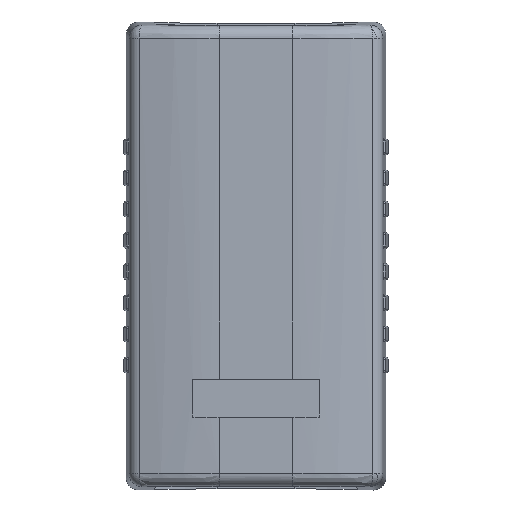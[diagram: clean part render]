
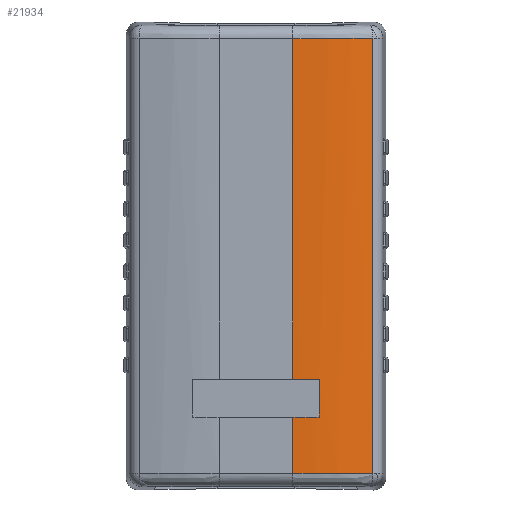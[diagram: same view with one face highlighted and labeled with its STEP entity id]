
A CAD part, top view. The second image highlights one B-rep face of the part: STEP entity #21934.
In plain terms, the highlighted cylindrical face has radius 65 mm (diameter 130 mm), a partial arc.
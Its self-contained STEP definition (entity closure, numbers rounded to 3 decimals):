
#3959 = CARTESIAN_POINT ( 'NONE',  ( 380.699, -1221.044, 94.021 ) ) ;
#4954 = DIRECTION ( 'NONE',  ( 0., 1., 0. ) ) ;
#4965 = VECTOR ( 'NONE', #4954, 1000. ) ;
#4966 = CARTESIAN_POINT ( 'NONE',  ( 370.374, -1134.162, 95.672 ) ) ;
#4967 = LINE ( 'NONE', #4966, #4965 ) ;
#4990 = CARTESIAN_POINT ( 'NONE',  ( 365.305, -1137.373, 95.87 ) ) ;
#5091 = CARTESIAN_POINT ( 'NONE',  ( 380.699, -1137.279, 94.021 ) ) ;
#5092 = CARTESIAN_POINT ( 'NONE',  ( 379.437, -1137.295, 94.328 ) ) ;
#5093 = CARTESIAN_POINT ( 'NONE',  ( 378.168, -1137.308, 94.598 ) ) ;
#5094 = CARTESIAN_POINT ( 'NONE',  ( 376.259, -1137.326, 94.944 ) ) ;
#5095 = CARTESIAN_POINT ( 'NONE',  ( 375.621, -1137.331, 95.049 ) ) ;
#5096 = CARTESIAN_POINT ( 'NONE',  ( 374.344, -1137.341, 95.242 ) ) ;
#5097 = CARTESIAN_POINT ( 'NONE',  ( 373.7, -1137.345, 95.329 ) ) ;
#5098 = CARTESIAN_POINT ( 'NONE',  ( 370.484, -1137.365, 95.715 ) ) ;
#5099 = CARTESIAN_POINT ( 'NONE',  ( 367.892, -1137.373, 95.87 ) ) ;
#5100 = CARTESIAN_POINT ( 'NONE',  ( 365.305, -1137.373, 95.87 ) ) ;
#5101 = B_SPLINE_CURVE_WITH_KNOTS ( 'NONE', 3,
 ( #5100, #5099, #5098, #5097, #5096, #5095, #5094, #5093, #5092, #5091 ),
 .UNSPECIFIED., .F., .F.,
 ( 4, 2, 2, 2, 4 ),
 ( 0., 0.5, 0.625, 0.75, 1. ),
 .UNSPECIFIED. ) ;
#5123 = CARTESIAN_POINT ( 'NONE',  ( 370.374, -1210.162, 95.672 ) ) ;
#5133 = CARTESIAN_POINT ( 'NONE',  ( 370.374, -1202.862, 95.672 ) ) ;
#5139 = B_SPLINE_CURVE_WITH_KNOTS ( 'NONE', 3,
 ( #5187, #5186, #5185, #5184, #5183, #5182, #5181, #5180, #5179, #5178 ),
 .UNSPECIFIED., .F., .F.,
 ( 4, 2, 2, 2, 4 ),
 ( 0., 0.25, 0.375, 0.5, 1. ),
 .UNSPECIFIED. ) ;
#5149 = CARTESIAN_POINT ( 'NONE',  ( 365.305, -1220.951, 95.87 ) ) ;
#5167 = DIRECTION ( 'NONE',  ( 0., -1., 0. ) ) ;
#5168 = VECTOR ( 'NONE', #5167, 1000. ) ;
#5169 = CARTESIAN_POINT ( 'NONE',  ( 380.699, -1134.162, 94.021 ) ) ;
#5170 = LINE ( 'NONE', #5169, #5168 ) ;
#5178 = CARTESIAN_POINT ( 'NONE',  ( 365.305, -1220.951, 95.87 ) ) ;
#5179 = CARTESIAN_POINT ( 'NONE',  ( 367.891, -1220.951, 95.87 ) ) ;
#5180 = CARTESIAN_POINT ( 'NONE',  ( 370.481, -1220.958, 95.715 ) ) ;
#5181 = CARTESIAN_POINT ( 'NONE',  ( 373.7, -1220.978, 95.329 ) ) ;
#5182 = CARTESIAN_POINT ( 'NONE',  ( 374.344, -1220.982, 95.242 ) ) ;
#5183 = CARTESIAN_POINT ( 'NONE',  ( 375.621, -1220.992, 95.049 ) ) ;
#5184 = CARTESIAN_POINT ( 'NONE',  ( 376.259, -1220.997, 94.944 ) ) ;
#5185 = CARTESIAN_POINT ( 'NONE',  ( 378.168, -1221.015, 94.598 ) ) ;
#5186 = CARTESIAN_POINT ( 'NONE',  ( 379.437, -1221.028, 94.328 ) ) ;
#5187 = CARTESIAN_POINT ( 'NONE',  ( 380.699, -1221.044, 94.021 ) ) ;
#5363 = VECTOR ( 'NONE', #5421, 1000. ) ;
#5364 = CARTESIAN_POINT ( 'NONE',  ( 365.305, -1179.162, 95.87 ) ) ;
#5365 = LINE ( 'NONE', #5364, #5363 ) ;
#5410 = DIRECTION ( 'NONE',  ( 0., 0., -1. ) ) ;
#5411 = DIRECTION ( 'NONE',  ( 0., -1., 0. ) ) ;
#5412 = AXIS2_PLACEMENT_3D ( 'NONE', #5419, #5411, #5410 ) ;
#5413 = CIRCLE ( 'NONE', #5412, 65. ) ;
#5414 = DIRECTION ( 'NONE',  ( 0., 0., -1. ) ) ;
#5415 = DIRECTION ( 'NONE',  ( 0., 1., 0. ) ) ;
#5416 = CARTESIAN_POINT ( 'NONE',  ( 365.305, -1202.862, 30.87 ) ) ;
#5417 = AXIS2_PLACEMENT_3D ( 'NONE', #5416, #5415, #5414 ) ;
#5418 = CIRCLE ( 'NONE', #5417, 65. ) ;
#5419 = CARTESIAN_POINT ( 'NONE',  ( 365.305, -1210.162, 30.87 ) ) ;
#5420 = CARTESIAN_POINT ( 'NONE',  ( 365.305, -1202.862, 95.87 ) ) ;
#5421 = DIRECTION ( 'NONE',  ( 0., -1., 0. ) ) ;
#5441 = CARTESIAN_POINT ( 'NONE',  ( 365.305, -1210.162, 95.87 ) ) ;
#5442 = DIRECTION ( 'NONE',  ( 0., -1., 0. ) ) ;
#5443 = VECTOR ( 'NONE', #5442, 1000. ) ;
#5444 = CARTESIAN_POINT ( 'NONE',  ( 365.305, -1179.162, 95.87 ) ) ;
#5445 = LINE ( 'NONE', #5444, #5443 ) ;
#5446 = DIRECTION ( 'NONE',  ( 0., 0., -1. ) ) ;
#5447 = DIRECTION ( 'NONE',  ( 0., -1., 0. ) ) ;
#5448 = AXIS2_PLACEMENT_3D ( 'NONE', #5449, #5447, #5446 ) ;
#5449 = CARTESIAN_POINT ( 'NONE',  ( 365.305, -1136.777, 30.87 ) ) ;
#5450 = CYLINDRICAL_SURFACE ( 'NONE', #5448, 65. ) ;
#5451 = FACE_OUTER_BOUND ( 'NONE', #21935, .T. ) ;
#18410 = VERTEX_POINT ( 'NONE', #27929 ) ;
#21129 = VERTEX_POINT ( 'NONE', #3959 ) ;
#21740 = EDGE_CURVE ( 'NONE', #21765, #21759, #4967, .T. ) ;
#21745 = VERTEX_POINT ( 'NONE', #4990 ) ;
#21748 = EDGE_CURVE ( 'NONE', #21745, #18410, #5101, .T. ) ;
#21759 = VERTEX_POINT ( 'NONE', #5133 ) ;
#21765 = VERTEX_POINT ( 'NONE', #5123 ) ;
#21802 = VERTEX_POINT ( 'NONE', #5149 ) ;
#21807 = EDGE_CURVE ( 'NONE', #21129, #21802, #5139, .T. ) ;
#21817 = EDGE_CURVE ( 'NONE', #18410, #21129, #5170, .T. ) ;
#21915 = ORIENTED_EDGE ( 'NONE', *, *, #21748, .F. ) ;
#21916 = ORIENTED_EDGE ( 'NONE', *, *, #21917, .T. ) ;
#21917 = EDGE_CURVE ( 'NONE', #21745, #21918, #5365, .T. ) ;
#21918 = VERTEX_POINT ( 'NONE', #5420 ) ;
#21919 = ORIENTED_EDGE ( 'NONE', *, *, #21920, .T. ) ;
#21920 = EDGE_CURVE ( 'NONE', #21918, #21759, #5418, .T. ) ;
#21921 = ORIENTED_EDGE ( 'NONE', *, *, #21740, .F. ) ;
#21922 = ORIENTED_EDGE ( 'NONE', *, *, #21923, .T. ) ;
#21923 = EDGE_CURVE ( 'NONE', #21765, #21938, #5413, .T. ) ;
#21934 = ADVANCED_FACE ( 'NONE', ( #5451 ), #5450, .T. ) ;
#21935 = EDGE_LOOP ( 'NONE', ( #21936, #21939, #21940, #21915, #21916, #21919, #21921, #21922 ) ) ;
#21936 = ORIENTED_EDGE ( 'NONE', *, *, #21937, .T. ) ;
#21937 = EDGE_CURVE ( 'NONE', #21938, #21802, #5445, .T. ) ;
#21938 = VERTEX_POINT ( 'NONE', #5441 ) ;
#21939 = ORIENTED_EDGE ( 'NONE', *, *, #21807, .F. ) ;
#21940 = ORIENTED_EDGE ( 'NONE', *, *, #21817, .F. ) ;
#27929 = CARTESIAN_POINT ( 'NONE',  ( 380.699, -1137.279, 94.021 ) ) ;
